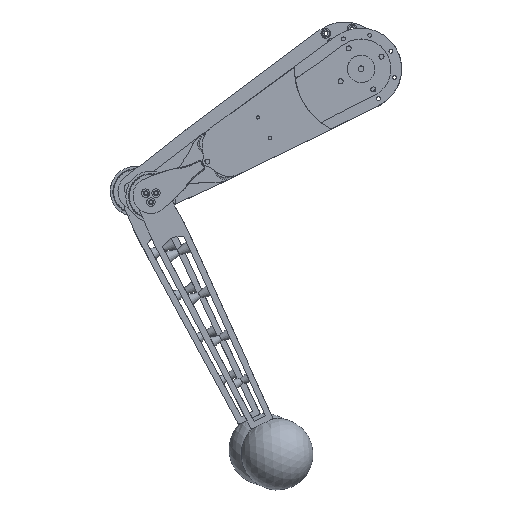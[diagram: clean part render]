
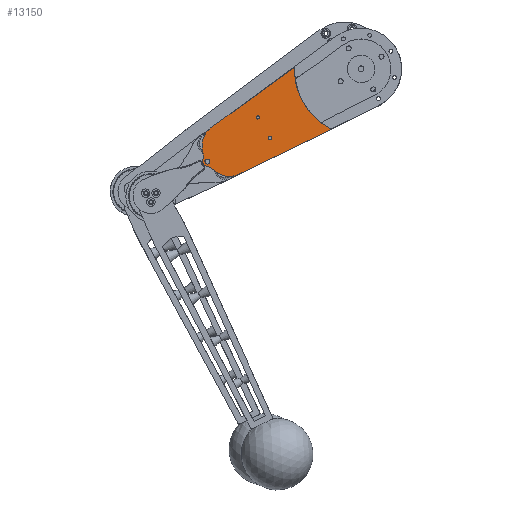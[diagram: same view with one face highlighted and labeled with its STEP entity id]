
A CAD part, left-side view. The second image highlights one B-rep face of the part: STEP entity #13150.
In plain terms, the highlighted face is planar.
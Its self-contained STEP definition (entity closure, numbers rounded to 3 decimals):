
#152=B_SPLINE_CURVE_WITH_KNOTS('',3,(#25089,#25090,#25091,#25092,#25093,
#25094,#25095),.UNSPECIFIED.,.F.,.F.,(4,1,1,1,4),(1.17,1.496,
1.822,1.985,2.312),.UNSPECIFIED.);
#170=ELLIPSE('',#15515,4.,4.);
#171=ELLIPSE('',#15521,2.1,2.1);
#939=LINE('',#25083,#1716);
#941=LINE('',#25087,#1718);
#942=LINE('',#25097,#1719);
#1716=VECTOR('',#20072,10.);
#1718=VECTOR('',#20076,10.);
#1719=VECTOR('',#20077,10.);
#2383=FACE_BOUND('',#3912,.T.);
#2384=FACE_BOUND('',#3913,.T.);
#2385=FACE_BOUND('',#3914,.T.);
#3087=FACE_OUTER_BOUND('',#3911,.T.);
#3911=EDGE_LOOP('',(#12286,#12287,#12288,#12289,#12290,#12291,#12292,#12293,
#12294));
#3912=EDGE_LOOP('',(#12295));
#3913=EDGE_LOOP('',(#12296));
#3914=EDGE_LOOP('',(#12297));
#5035=CIRCLE('',#15503,17.);
#5042=CIRCLE('',#15514,18.);
#5043=CIRCLE('',#15517,18.);
#5044=CIRCLE('',#15520,18.);
#5045=CIRCLE('',#15522,1.3);
#5046=CIRCLE('',#15523,1.3);
#6345=VERTEX_POINT('',#25025);
#6346=VERTEX_POINT('',#25026);
#6359=VERTEX_POINT('',#25065);
#6360=VERTEX_POINT('',#25074);
#6361=VERTEX_POINT('',#25078);
#6362=VERTEX_POINT('',#25082);
#6363=VERTEX_POINT('',#25086);
#6364=VERTEX_POINT('',#25088);
#6365=VERTEX_POINT('',#25096);
#6366=VERTEX_POINT('',#25099);
#6367=VERTEX_POINT('',#25101);
#6368=VERTEX_POINT('',#25103);
#8319=EDGE_CURVE('',#6345,#6346,#5035,.T.);
#8334=EDGE_CURVE('',#6346,#6359,#5042,.T.);
#8336=EDGE_CURVE('',#6359,#6360,#170,.T.);
#8338=EDGE_CURVE('',#6360,#6361,#5043,.T.);
#8340=EDGE_CURVE('',#6362,#6361,#939,.T.);
#8342=EDGE_CURVE('',#6363,#6345,#941,.T.);
#8343=EDGE_CURVE('',#6364,#6363,#152,.F.);
#8344=EDGE_CURVE('',#6365,#6364,#942,.T.);
#8345=EDGE_CURVE('',#6362,#6365,#5044,.T.);
#8346=EDGE_CURVE('',#6366,#6366,#171,.T.);
#8347=EDGE_CURVE('',#6367,#6367,#5045,.T.);
#8348=EDGE_CURVE('',#6368,#6368,#5046,.T.);
#12286=ORIENTED_EDGE('',*,*,#8319,.F.);
#12287=ORIENTED_EDGE('',*,*,#8342,.F.);
#12288=ORIENTED_EDGE('',*,*,#8343,.F.);
#12289=ORIENTED_EDGE('',*,*,#8344,.F.);
#12290=ORIENTED_EDGE('',*,*,#8345,.F.);
#12291=ORIENTED_EDGE('',*,*,#8340,.T.);
#12292=ORIENTED_EDGE('',*,*,#8338,.F.);
#12293=ORIENTED_EDGE('',*,*,#8336,.F.);
#12294=ORIENTED_EDGE('',*,*,#8334,.F.);
#12295=ORIENTED_EDGE('',*,*,#8346,.F.);
#12296=ORIENTED_EDGE('',*,*,#8347,.T.);
#12297=ORIENTED_EDGE('',*,*,#8348,.T.);
#12446=PLANE('',#15519);
#13150=ADVANCED_FACE('',(#3087,#2383,#2384,#2385),#12446,.F.);
#15503=AXIS2_PLACEMENT_3D('',#25027,#20032,#20033);
#15514=AXIS2_PLACEMENT_3D('',#25066,#20059,#20060);
#15515=AXIS2_PLACEMENT_3D('',#25075,#20062,#20063);
#15517=AXIS2_PLACEMENT_3D('',#25079,#20067,#20068);
#15519=AXIS2_PLACEMENT_3D('',#25085,#20074,#20075);
#15520=AXIS2_PLACEMENT_3D('',#25098,#20078,#20079);
#15521=AXIS2_PLACEMENT_3D('',#25100,#20080,#20081);
#15522=AXIS2_PLACEMENT_3D('',#25102,#20082,#20083);
#15523=AXIS2_PLACEMENT_3D('',#25104,#20084,#20085);
#20032=DIRECTION('center_axis',(1.,0.,0.));
#20033=DIRECTION('ref_axis',(0.,0.878,-0.479));
#20059=DIRECTION('center_axis',(-1.,0.,0.));
#20060=DIRECTION('ref_axis',(0.,0.906,0.424));
#20062=DIRECTION('center_axis',(1.,0.,0.));
#20063=DIRECTION('ref_axis',(0.,0.725,-0.689));
#20067=DIRECTION('center_axis',(-1.,0.,0.));
#20068=DIRECTION('ref_axis',(0.,0.054,0.999));
#20072=DIRECTION('',(0.,-0.96,0.28));
#20074=DIRECTION('center_axis',(1.,0.,0.));
#20075=DIRECTION('ref_axis',(0.,1.,0.));
#20076=DIRECTION('',(0.,-0.479,-0.878));
#20077=DIRECTION('',(0.,0.626,0.78));
#20078=DIRECTION('center_axis',(1.,0.,0.));
#20079=DIRECTION('ref_axis',(0.,0.3,-0.954));
#20080=DIRECTION('center_axis',(-1.,0.,0.));
#20081=DIRECTION('ref_axis',(0.,0.725,-0.689));
#20082=DIRECTION('center_axis',(1.,0.,0.));
#20083=DIRECTION('ref_axis',(0.,1.,0.));
#20084=DIRECTION('center_axis',(1.,0.,0.));
#20085=DIRECTION('ref_axis',(0.,1.,0.));
#25025=CARTESIAN_POINT('',(2.,36.566,-212.52));
#25026=CARTESIAN_POINT('',(2.,38.324,-231.418));
#25027=CARTESIAN_POINT('Origin',(2.,51.489,-220.663));
#25065=CARTESIAN_POINT('',(2.,42.095,-239.593));
#25066=CARTESIAN_POINT('Origin',(2.,24.384,-242.806));
#25074=CARTESIAN_POINT('',(2.,46.73,-242.818));
#25075=CARTESIAN_POINT('Origin',(2.,46.03,-238.879));
#25078=CARTESIAN_POINT('',(2.,54.926,-243.263));
#25079=CARTESIAN_POINT('Origin',(2.,49.877,-260.54));
#25082=CARTESIAN_POINT('',(2.,55.244,-243.356));
#25083=CARTESIAN_POINT('',(2.,62.909,-245.596));
#25085=CARTESIAN_POINT('Origin',(2.,100.981,-166.481));
#25086=CARTESIAN_POINT('',(2.,78.119,-136.371));
#25087=CARTESIAN_POINT('',(2.,74.871,-142.324));
#25088=CARTESIAN_POINT('',(2.,128.389,-170.07));
#25089=CARTESIAN_POINT('Ctrl Pts',(2.,78.119,-136.371));
#25090=CARTESIAN_POINT('Ctrl Pts',(2.,80.542,-141.957));
#25091=CARTESIAN_POINT('Ctrl Pts',(2.,87.227,-152.333));
#25092=CARTESIAN_POINT('Ctrl Pts',(2.,99.3,-161.936));
#25093=CARTESIAN_POINT('Ctrl Pts',(2.,113.201,-168.267));
#25094=CARTESIAN_POINT('Ctrl Pts',(2.,122.301,-169.951));
#25095=CARTESIAN_POINT('Ctrl Pts',(2.,128.389,-170.07));
#25096=CARTESIAN_POINT('',(2.,74.324,-237.353));
#25097=CARTESIAN_POINT('',(2.,94.372,-212.404));
#25098=CARTESIAN_POINT('Origin',(2.,60.293,-226.079));
#25099=CARTESIAN_POINT('',(2.,44.509,-237.432));
#25100=CARTESIAN_POINT('Origin',(2.,46.03,-238.879));
#25101=CARTESIAN_POINT('',(2.,66.974,-187.59));
#25102=CARTESIAN_POINT('Origin',(2.,68.274,-187.59));
#25103=CARTESIAN_POINT('',(2.,83.616,-198.708));
#25104=CARTESIAN_POINT('Origin',(2.,84.916,-198.708));
